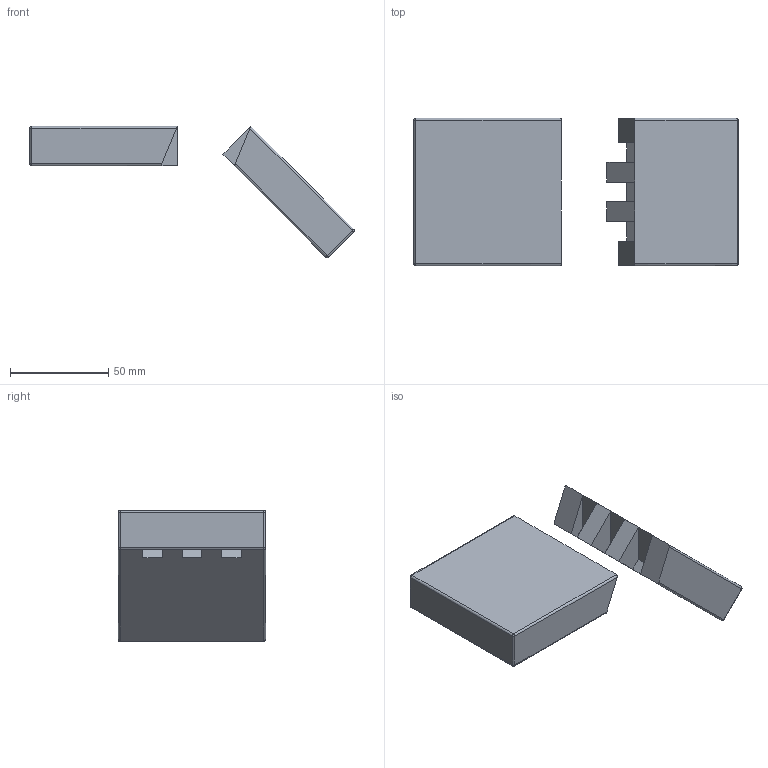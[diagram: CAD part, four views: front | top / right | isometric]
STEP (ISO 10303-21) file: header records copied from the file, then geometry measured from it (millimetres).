
FILE_DESCRIPTION (( 'STEP AP214' ), '1' );
FILE_NAME ('record cabinet joint test.STEP', '2025-03-12T10:34:42', ( '' ), ( '' ), 'SwSTEP 2.0', 'SolidWorks 2024', '' );
FILE_SCHEMA (( 'AUTOMOTIVE_DESIGN' ));
Length unit declared in the file: millimetre
Products named in the file (1): record cabinet joint test
Bounding box: 164.98 x 75 x 66.76 mm (x, y, z)
Volume: 211857 mm3; surface area: 34938.7 mm2
Topology: 2 solids, 2 shells, 65 faces, 155 edges, 87 vertices
Faces by surface type: plane 41, cylinder 16, sphere 8
Entity records: 1789 total; most frequent: CARTESIAN_POINT 323, DIRECTION 295, ORIENTED_EDGE 294, EDGE_CURVE 147, LINE 115, VECTOR 115, AXIS2_PLACEMENT_3D 90, VERTEX_POINT 86
